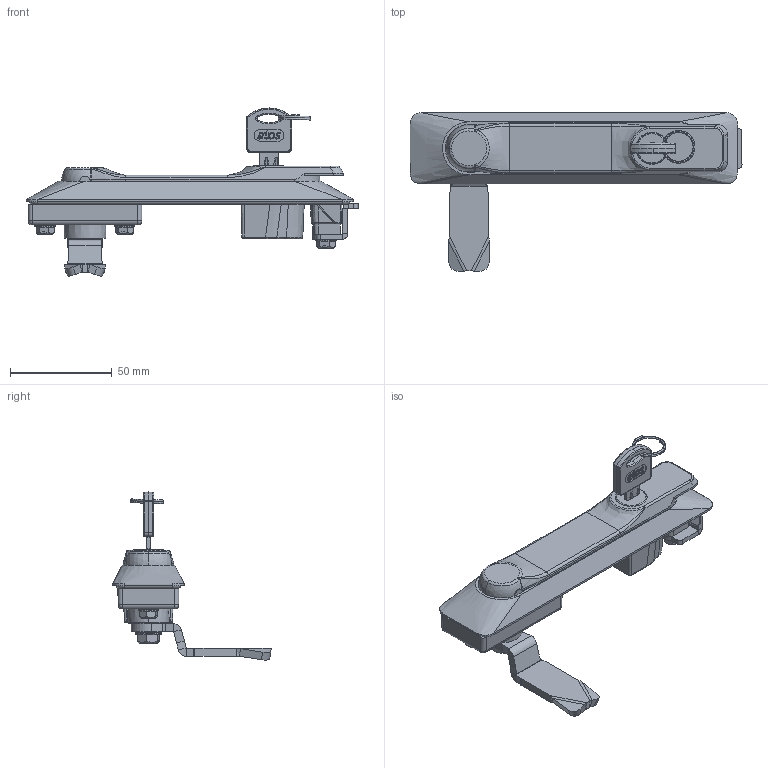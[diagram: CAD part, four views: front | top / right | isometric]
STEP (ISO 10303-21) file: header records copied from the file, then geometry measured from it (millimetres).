
FILE_DESCRIPTION (( 'STEP AP203' ), '1' );
FILE_NAME ('KI45.5.01.87.STEP', '2022-08-29T07:28:56', ( '' ), ( '' ), 'SwSTEP 2.0', 'SolidWorks 2021', '' );
FILE_SCHEMA (( 'CONFIG_CONTROL_DESIGN' ));
Length unit declared in the file: millimetre
Products named in the file (1): KI45.5.01.87
Bounding box: 163.2 x 77.81 x 82.66 mm (x, y, z)
Surface area: 38066.2 mm2 (no closed solid volume)
Topology: 0 solids, 43 shells, 780 faces, 2387 edges, 1623 vertices
Faces by surface type: plane 355, bspline 154, cylinder 134, torus 65, cone 61, sphere 11
Entity records: 34150 total; most frequent: CARTESIAN_POINT 14807, ORIENTED_EDGE 4041, DIRECTION 3464, EDGE_CURVE 2384, VERTEX_POINT 1622, AXIS2_PLACEMENT_3D 1181, VECTOR 1102, LINE 1102
